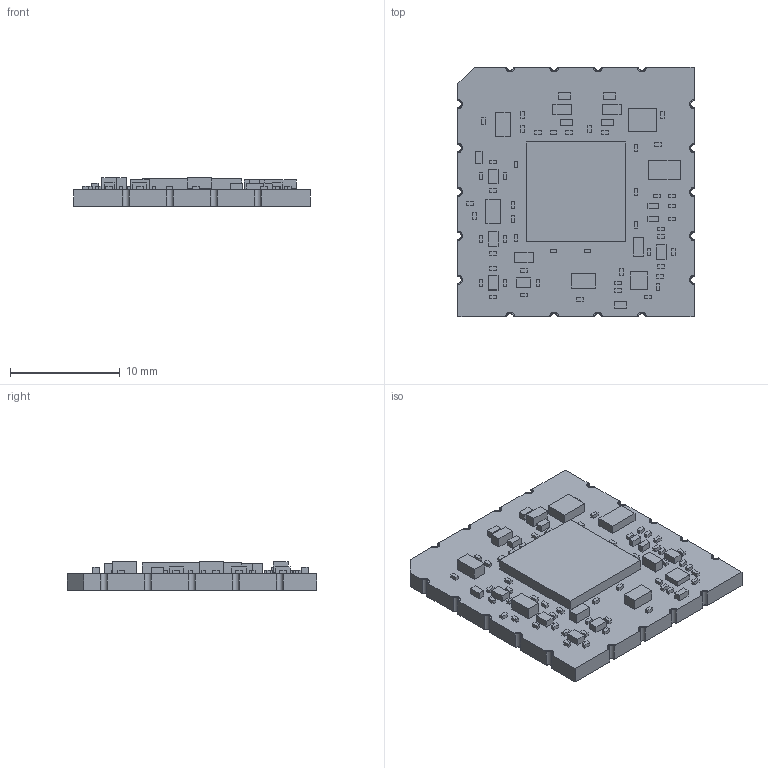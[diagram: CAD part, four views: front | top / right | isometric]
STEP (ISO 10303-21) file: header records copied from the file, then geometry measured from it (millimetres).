
FILE_DESCRIPTION(/* description */ (''),/* implementation_level */ '2;1');
FILE_NAME(/* name */ 'Digilent_JTAG-SMT3.step',/* time_stamp */ '2019-09-01T12:30:12+01:00',/* author */ (''),/* organization */ (''),/* preprocessor_version */ 'ST-DEVELOPER v18',/* originating_system */ 'Autodesk Translation Framework v8.6.0.1094',/* authorisation */ '');
FILE_SCHEMA (('AUTOMOTIVE_DESIGN { 1 0 10303 214 3 1 1 }'));
Length unit declared in the file: millimetre
Products named in the file (107): JTAG-SMT3; Board; IC1; 1050309112; Extruded; C1; C2; C3; C4; C5; C6; C7; C8; C9; C10; C11; C12; C13; C14; C15; 1050310200; Extruded (5); C16; C17; C18; C19; C20; C21; C22; C23; C24; C25; C26; C27; C28; 1050310336; Extruded (6); C29; 1050309928; Extruded (1) ...
Assembly tree (166 placements, depth 4):
  JTAG-SMT3
    Board
    IC1
      1050309112
        Extruded
    C1
      1050309928
        Extruded (1)
    C2
      1050309384
        Extruded (2)
    C3
      1050308976
        Extruded (3)
    C4
      1050308976
        Extruded (3)
    C5
      1050308976
        Extruded (3)
    C6
      1050310064
        Extruded (4)
    C7
      1050309928
        Extruded (1)
    C8
      1050309384
        Extruded (2)
    C9
      1050308976
        Extruded (3)
    C10
      1050310064
        Extruded (4)
    C11
      1050310064
        Extruded (4)
    C12
      1050308976
        Extruded (3)
    C13
      1050310064
        Extruded (4)
    C14
      1050310064
        Extruded (4)
    C15
      1050310200
        Extruded (5)
    C16
      1050308976
        Extruded (3)
    C17
      1050310064
        Extruded (4)
    C18
      1050308976
        Extruded (3)
    C19
Bounding box: 21.5 x 22.75 x 2.61 mm (x, y, z)
Volume: 853.3 mm3; surface area: 1543.5 mm2
Topology: 94 solids, 94 shells, 601 faces, 1239 edges, 826 vertices
Faces by surface type: plane 547, cylinder 54
Entity records: 9337 total; most frequent: DIRECTION 1655, CARTESIAN_POINT 1379, ORIENTED_EDGE 1038, AXIS2_PLACEMENT_3D 622, EDGE_CURVE 519, LINE 411, VECTOR 411, VERTEX_POINT 346
